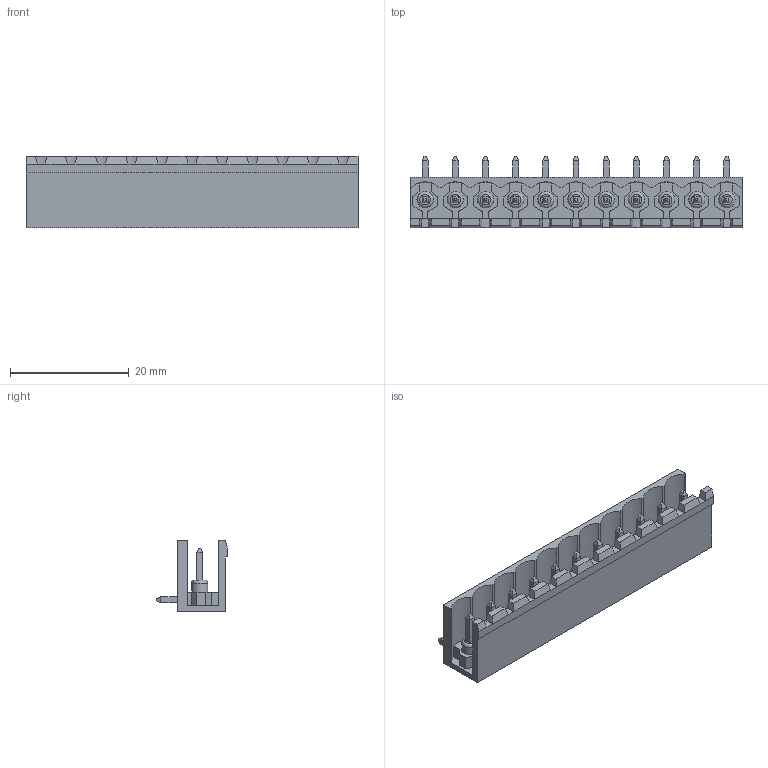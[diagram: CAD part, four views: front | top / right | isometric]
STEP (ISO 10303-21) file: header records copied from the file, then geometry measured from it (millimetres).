
FILE_DESCRIPTION( ( 'Unknown' ), '1' );
FILE_NAME( '691312510011.stp', 'Unknown', ( 'Unknown' ), ( 'Unknown' ), 'PSStep 15.0.49', 'Unknown', ' ' );
FILE_SCHEMA( ( 'AUTOMOTIVE_DESIGN { 1 0 10303 214 1 1 1 1 }' ) );
Length unit declared in the file: millimetre
Products named in the file (3): Assem1; 6913125100xx_PIN; 691311500111
Assembly tree (12 placements, depth 2):
  Assem1
    6913125100xx_PIN  x11
    691311500111
Bounding box: 55.88 x 12 x 12 mm (x, y, z)
Volume: 2208.8 mm3; surface area: 5063.4 mm2
Topology: 12 solids, 12 shells, 565 faces, 1513 edges, 972 vertices
Faces by surface type: plane 521, cylinder 33, torus 11
Full cylindrical faces by diameter (mm): 2.75 x11
Entity records: 15885 total; most frequent: CARTESIAN_POINT 2259, ORIENTED_EDGE 2220, DIRECTION 2005, EDGE_CURVE 1110, LINE 1031, VECTOR 1031, VERTEX_POINT 741, AXIS2_PLACEMENT_3D 487
